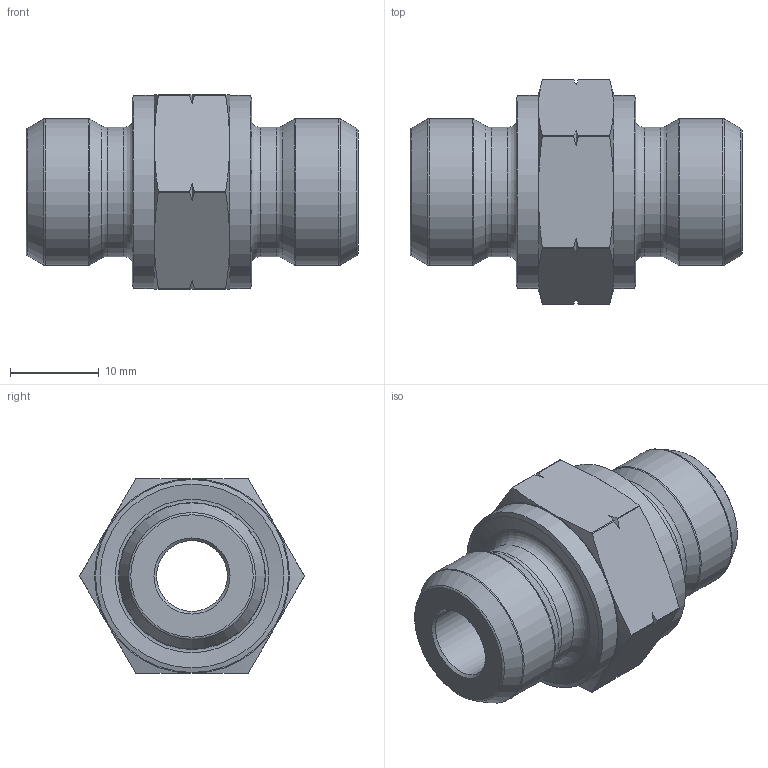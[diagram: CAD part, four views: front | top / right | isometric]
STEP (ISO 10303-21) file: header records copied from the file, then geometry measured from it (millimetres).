
FILE_DESCRIPTION(/* description */ (''),/* implementation_level */ '2;1');
FILE_NAME(/* name */ 'DN12.stp',/* time_stamp */ '2025-01-07T08:20:13+01:00',/* author */ (''),/* organization */ (''),/* preprocessor_version */ 'ST-DEVELOPER v16',/* originating_system */ 'SIEMENS PLM Software NX 10.0',/* authorisation */ '');
FILE_SCHEMA (('CONFIG_CONTROL_DESIGN'));
Length unit declared in the file: millimetre
Products named in the file (1): X-DN3-8
Bounding box: 37.5 x 25.37 x 22 mm (x, y, z)
Volume: 8169.5 mm3; surface area: 3824.4 mm2
Topology: 1 solids, 1 shells, 73 faces, 176 edges, 107 vertices
Faces by surface type: cone 34, cylinder 19, plane 10, torus 10
Full cylindrical faces by diameter (mm): 8 x1, 14.6 x2, 16.6 x2, 21.8 x2
Entity records: 2286 total; most frequent: CARTESIAN_POINT 752, ORIENTED_EDGE 288, DIRECTION 268, EDGE_CURVE 144, AXIS2_PLACEMENT_3D 122, EDGE_LOOP 104, VERTEX_POINT 102, ADVANCED_FACE 73
